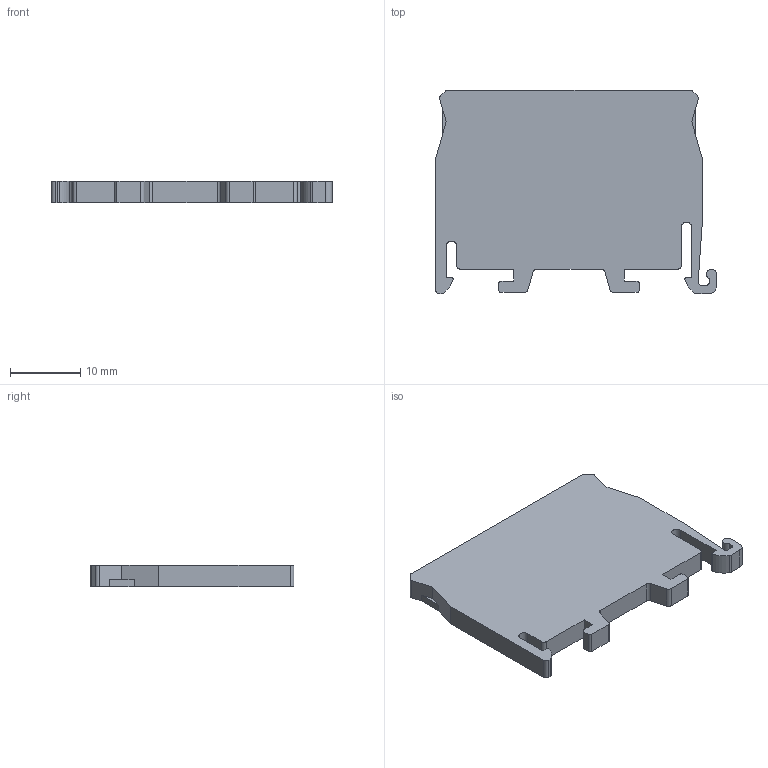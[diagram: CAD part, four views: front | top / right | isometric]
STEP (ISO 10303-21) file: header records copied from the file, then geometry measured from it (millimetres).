
FILE_DESCRIPTION((''),'2;1');
FILE_NAME('8YB750083','2021-12-28T',('Administrator'),(''),'PRO/ENGINEER BY PARAMETRIC TECHNOLOGY CORPORATION, 2013230','PRO/ENGINEER BY PARAMETRIC TECHNOLOGY CORPORATION, 2013230','');
FILE_SCHEMA(('AUTOMOTIVE_DESIGN { 1 0 10303 214 1 1 1 1 }'));
Length unit declared in the file: millimetre
Products named in the file (1): 8YB750083
Bounding box: 40 x 29 x 3 mm (x, y, z)
Volume: 2922.9 mm3; surface area: 2514.8 mm2
Topology: 1 solids, 1 shells, 67 faces, 195 edges, 130 vertices
Faces by surface type: plane 40, cylinder 27
Entity records: 2281 total; most frequent: CARTESIAN_POINT 394, ORIENTED_EDGE 390, DIRECTION 383, EDGE_CURVE 195, VECTOR 141, LINE 141, VERTEX_POINT 130, AXIS2_PLACEMENT_3D 121
